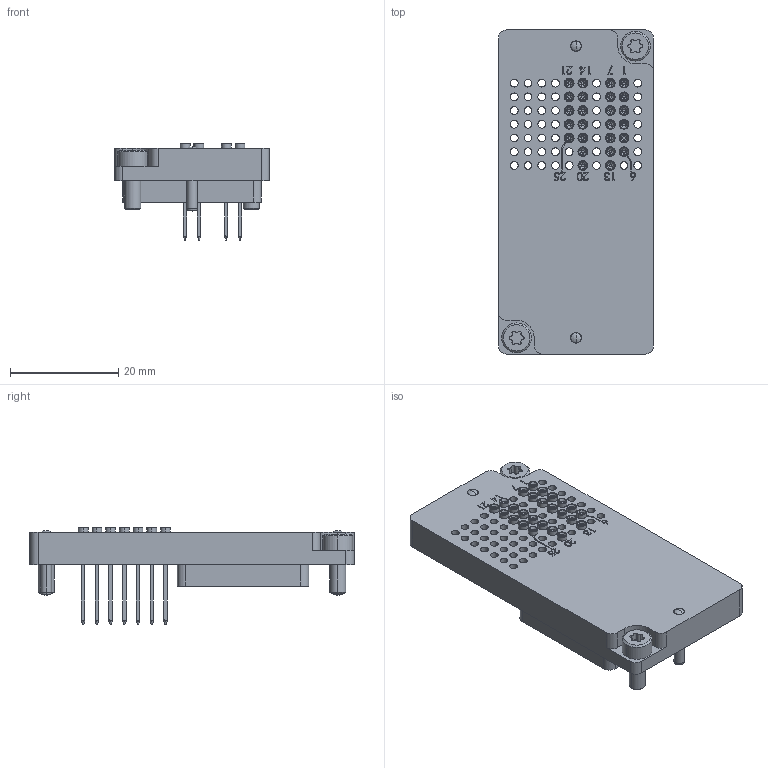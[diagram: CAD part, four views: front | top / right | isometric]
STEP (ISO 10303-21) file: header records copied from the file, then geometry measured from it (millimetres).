
FILE_DESCRIPTION (( 'STEP AP214' ), '1' );
FILE_NAME ('INGUN_109434.STEP', '2023-03-08T08:48:08', ( '' ), ( '' ), 'SwSTEP 2.0', 'SolidWorks 2021', '' );
FILE_SCHEMA (( 'AUTOMOTIVE_DESIGN' ));
Length unit declared in the file: millimetre
Products named in the file (8): KT-Master__ADA~kt_KT-158; 109433~5; INFO_4656~0_S; 109433~5_S; INFO_4656~0_SBP-P_Verdrahtungs-Seite<S>; INGUN_109434; DIN6325~n_02,0m6x012; DIN912~n_M03,0x008
Assembly tree (33 placements, depth 3):
  INGUN_109434
    109433~5_S
      109433~5
      INFO_4656~0_S
      INFO_4656~0_SBP-P_Verdrahtungs-Seite<S>
    DIN912~n_M03,0x008  x2
    KT-Master__ADA~kt_KT-158  x25
    DIN6325~n_02,0m6x012  x2
Bounding box: 28.7 x 60 x 17.85 mm (x, y, z)
Volume: 12310.5 mm3; surface area: 9005.9 mm2
Topology: 85 solids, 85 shells, 1651 faces, 3864 edges, 2415 vertices
Faces by surface type: cylinder 608, plane 607, cone 312, bspline 116, sphere 8
Entity records: 28493 total; most frequent: CARTESIAN_POINT 11094, ORIENTED_EDGE 3130, DIRECTION 2787, EDGE_CURVE 1565, VERTEX_POINT 1037, AXIS2_PLACEMENT_3D 946, LINE 895, VECTOR 895
